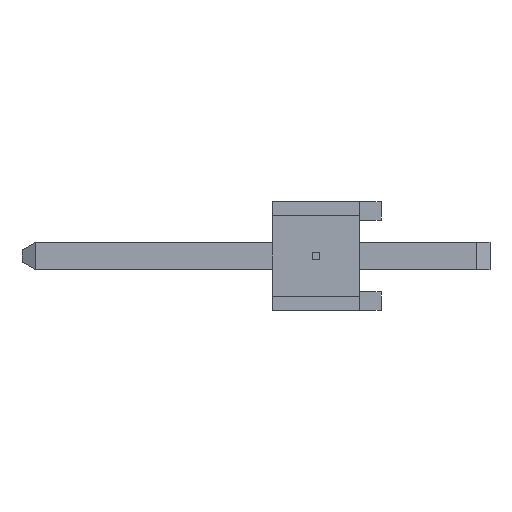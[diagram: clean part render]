
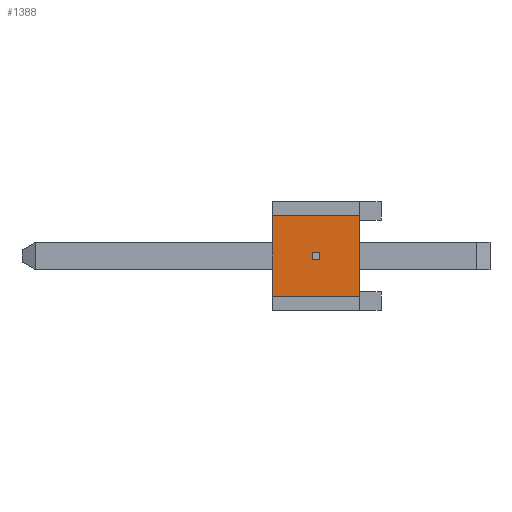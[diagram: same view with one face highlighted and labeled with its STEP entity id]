
A CAD part, left-side view. The second image highlights one B-rep face of the part: STEP entity #1388.
In plain terms, the highlighted planar face has unit normal (-1, 0, 0).
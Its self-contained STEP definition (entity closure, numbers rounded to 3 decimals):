
#41=VERTEX_POINT('',#42);
#42=CARTESIAN_POINT('',(-6.147,0.508,-0.94));
#48=EDGE_CURVE('',#41,#49,#51,.T.);
#49=VERTEX_POINT('',#50);
#50=CARTESIAN_POINT('',(-6.147,2.54,-0.94));
#51=LINE('',#52,#53);
#52=CARTESIAN_POINT('',(-6.147,0.0,-0.94));
#53=VECTOR('',#54,1.0);
#54=DIRECTION('',(0.0,1.0,0.0));
#104=EDGE_CURVE('',#49,#105,#107,.T.);
#105=VERTEX_POINT('',#106);
#106=CARTESIAN_POINT('',(-6.147,2.54,0.94));
#107=LINE('',#108,#109);
#108=CARTESIAN_POINT('',(-6.147,2.54,-0.94));
#109=VECTOR('',#110,1.0);
#110=DIRECTION('',(0.0,0.0,1.0));
#167=EDGE_CURVE('',#105,#168,#170,.T.);
#168=VERTEX_POINT('',#169);
#169=CARTESIAN_POINT('',(-6.147,0.508,0.94));
#170=LINE('',#171,#172);
#171=CARTESIAN_POINT('',(-6.147,2.54,0.94));
#172=VECTOR('',#173,1.0);
#173=DIRECTION('',(0.0,-1.0,0.0));
#1388=ADVANCED_FACE('',(#1389,#1423),#1434,.F.);
#1389=FACE_BOUND('',#1390,.T.);
#1390=EDGE_LOOP('',(#1391,#1401,#1409,#1417));
#1391=ORIENTED_EDGE('',*,*,#1392,.T.);
#1392=EDGE_CURVE('',#1393,#1395,#1397,.F.);
#1393=VERTEX_POINT('',#1394);
#1394=CARTESIAN_POINT('',(-6.147,1.614,-0.086));
#1395=VERTEX_POINT('',#1396);
#1396=CARTESIAN_POINT('',(-6.147,1.614,0.086));
#1397=LINE('',#1398,#1399);
#1398=CARTESIAN_POINT('',(-6.147,1.614,0.0));
#1399=VECTOR('',#1400,1.0);
#1400=DIRECTION('',(0.0,0.0,-1.0));
#1401=ORIENTED_EDGE('',*,*,#1402,.T.);
#1402=EDGE_CURVE('',#1395,#1403,#1405,.F.);
#1403=VERTEX_POINT('',#1404);
#1404=CARTESIAN_POINT('',(-6.147,1.434,0.086));
#1405=LINE('',#1406,#1407);
#1406=CARTESIAN_POINT('',(-6.147,0.0,0.086));
#1407=VECTOR('',#1408,1.0);
#1408=DIRECTION('',(0.0,1.0,0.0));
#1409=ORIENTED_EDGE('',*,*,#1410,.T.);
#1410=EDGE_CURVE('',#1403,#1411,#1413,.F.);
#1411=VERTEX_POINT('',#1412);
#1412=CARTESIAN_POINT('',(-6.147,1.434,-0.086));
#1413=LINE('',#1414,#1415);
#1414=CARTESIAN_POINT('',(-6.147,1.434,0.0));
#1415=VECTOR('',#1416,1.0);
#1416=DIRECTION('',(0.0,0.0,1.0));
#1417=ORIENTED_EDGE('',*,*,#1418,.T.);
#1418=EDGE_CURVE('',#1411,#1393,#1419,.F.);
#1419=LINE('',#1420,#1421);
#1420=CARTESIAN_POINT('',(-6.147,0.0,-0.086));
#1421=VECTOR('',#1422,1.0);
#1422=DIRECTION('',(0.0,-1.0,0.0));
#1423=FACE_BOUND('',#1424,.T.);
#1424=EDGE_LOOP('',(#1425,#1431,#1432,#1433));
#1425=ORIENTED_EDGE('',*,*,#1426,.T.);
#1426=EDGE_CURVE('',#41,#168,#1427,.F.);
#1427=LINE('',#1428,#1429);
#1428=CARTESIAN_POINT('',(-6.147,0.508,0.0));
#1429=VECTOR('',#1430,1.0);
#1430=DIRECTION('',(0.0,0.0,-1.0));
#1431=ORIENTED_EDGE('',*,*,#167,.F.);
#1432=ORIENTED_EDGE('',*,*,#104,.F.);
#1433=ORIENTED_EDGE('',*,*,#48,.F.);
#1434=PLANE('',#1435);
#1435=AXIS2_PLACEMENT_3D('',#1436,#1437,#1438);
#1436=CARTESIAN_POINT('',(-6.147,0.0,0.0));
#1437=DIRECTION('',(1.0,0.0,0.0));
#1438=DIRECTION('',(0.0,0.0,-1.0));
